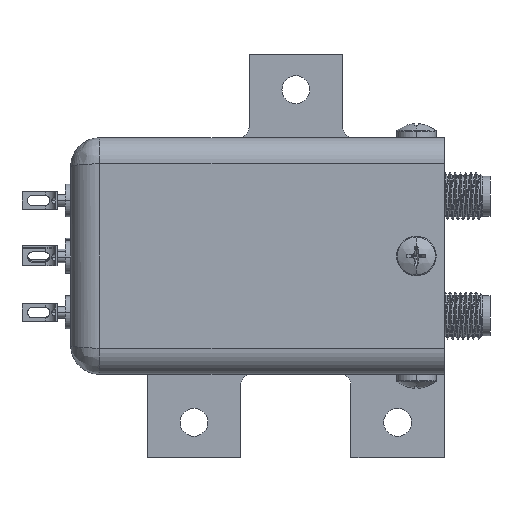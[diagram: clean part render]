
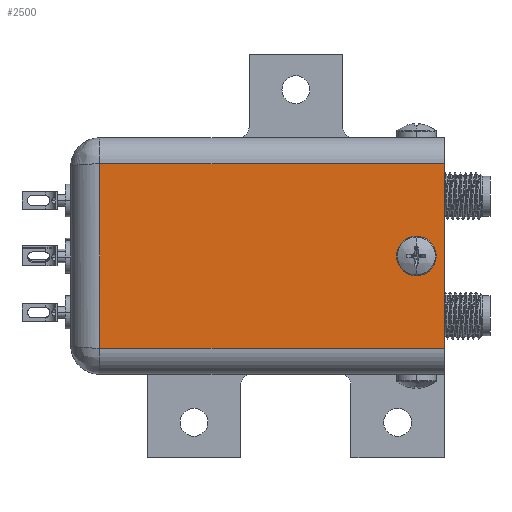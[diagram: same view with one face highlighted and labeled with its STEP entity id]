
A CAD part, left-side view. The second image highlights one B-rep face of the part: STEP entity #2500.
In plain terms, the highlighted face is planar.
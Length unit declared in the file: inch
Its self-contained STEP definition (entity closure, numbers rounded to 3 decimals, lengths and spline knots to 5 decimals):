
#272 = CARTESIAN_POINT ( 'NONE',  ( 0.493, 0., 0.633 ) ) ;
#314 = VECTOR ( 'NONE', #1734, 39.37008 ) ;
#333 = VERTEX_POINT ( 'NONE', #7007 ) ;
#454 = CARTESIAN_POINT ( 'NONE',  ( 0.493, 1.844, 0.633 ) ) ;
#618 = EDGE_CURVE ( 'NONE', #9615, #333, #7689, .T. ) ;
#652 = FACE_OUTER_BOUND ( 'NONE', #9021, .T. ) ;
#668 = CARTESIAN_POINT ( 'NONE',  ( 0.0675, 0.15, 0.633 ) ) ;
#835 = AXIS2_PLACEMENT_3D ( 'NONE', #5880, #12222, #10086 ) ;
#1005 = EDGE_LOOP ( 'NONE', ( #12386, #8587 ) ) ;
#1073 = VECTOR ( 'NONE', #5371, 39.37008 ) ;
#1306 = CIRCLE ( 'NONE', #9218, 0.0675 ) ;
#1734 = DIRECTION ( 'NONE',  ( 0., 1., 0. ) ) ;
#1817 = DIRECTION ( 'NONE',  ( 0., 0., -1. ) ) ;
#1879 = PLANE ( 'NONE',  #10381 ) ;
#1935 = VERTEX_POINT ( 'NONE', #668 ) ;
#1999 = DIRECTION ( 'NONE',  ( 1., 0., 0. ) ) ;
#2500 = ADVANCED_FACE ( 'NONE', ( #652, #8128 ), #1879, .F. ) ;
#2906 = ORIENTED_EDGE ( 'NONE', *, *, #4756, .F. ) ;
#3090 = EDGE_CURVE ( 'NONE', #11254, #1935, #4347, .T. ) ;
#3450 = ORIENTED_EDGE ( 'NONE', *, *, #7795, .F. ) ;
#3737 = CARTESIAN_POINT ( 'NONE',  ( -0.493, 2., 0.633 ) ) ;
#4347 = CIRCLE ( 'NONE', #835, 0.0675 ) ;
#4675 = CARTESIAN_POINT ( 'NONE',  ( -0.493, 1.844, 0.633 ) ) ;
#4756 = EDGE_CURVE ( 'NONE', #10528, #9615, #10738, .T. ) ;
#4956 = VECTOR ( 'NONE', #7758, 39.37008 ) ;
#5371 = DIRECTION ( 'NONE',  ( 0., -1., 0. ) ) ;
#5483 = VECTOR ( 'NONE', #10774, 39.37008 ) ;
#5619 = CARTESIAN_POINT ( 'NONE',  ( -0.633, 0., 0.633 ) ) ;
#5758 = ORIENTED_EDGE ( 'NONE', *, *, #618, .F. ) ;
#5880 = CARTESIAN_POINT ( 'NONE',  ( 0., 0.15, 0.633 ) ) ;
#6595 = EDGE_CURVE ( 'NONE', #1935, #11254, #1306, .T. ) ;
#7007 = CARTESIAN_POINT ( 'NONE',  ( -0.493, 0., 0.633 ) ) ;
#7509 = CARTESIAN_POINT ( 'NONE',  ( 0.493, 2., 0.633 ) ) ;
#7689 = LINE ( 'NONE', #5619, #4956 ) ;
#7719 = ORIENTED_EDGE ( 'NONE', *, *, #12045, .F. ) ;
#7758 = DIRECTION ( 'NONE',  ( -1., 0., 0. ) ) ;
#7795 = EDGE_CURVE ( 'NONE', #9893, #10528, #10640, .T. ) ;
#8128 = FACE_BOUND ( 'NONE', #1005, .T. ) ;
#8252 = CARTESIAN_POINT ( 'NONE',  ( 0., 0.15, 0.633 ) ) ;
#8587 = ORIENTED_EDGE ( 'NONE', *, *, #3090, .F. ) ;
#9021 = EDGE_LOOP ( 'NONE', ( #3450, #7719, #5758, #2906 ) ) ;
#9095 = DIRECTION ( 'NONE',  ( 0., 0., 1. ) ) ;
#9218 = AXIS2_PLACEMENT_3D ( 'NONE', #8252, #9095, #1999 ) ;
#9615 = VERTEX_POINT ( 'NONE', #272 ) ;
#9893 = VERTEX_POINT ( 'NONE', #4675 ) ;
#10086 = DIRECTION ( 'NONE',  ( 1., 0., 0. ) ) ;
#10340 = DIRECTION ( 'NONE',  ( -1., 0., 0. ) ) ;
#10381 = AXIS2_PLACEMENT_3D ( 'NONE', #11173, #1817, #10340 ) ;
#10528 = VERTEX_POINT ( 'NONE', #454 ) ;
#10640 = LINE ( 'NONE', #10707, #5483 ) ;
#10707 = CARTESIAN_POINT ( 'NONE',  ( -0.633, 1.844, 0.633 ) ) ;
#10738 = LINE ( 'NONE', #7509, #1073 ) ;
#10774 = DIRECTION ( 'NONE',  ( 1., 0., 0. ) ) ;
#11095 = LINE ( 'NONE', #3737, #314 ) ;
#11173 = CARTESIAN_POINT ( 'NONE',  ( -0.633, 2., 0.633 ) ) ;
#11254 = VERTEX_POINT ( 'NONE', #11498 ) ;
#11498 = CARTESIAN_POINT ( 'NONE',  ( -0.0675, 0.15, 0.633 ) ) ;
#12045 = EDGE_CURVE ( 'NONE', #333, #9893, #11095, .T. ) ;
#12222 = DIRECTION ( 'NONE',  ( 0., 0., 1. ) ) ;
#12386 = ORIENTED_EDGE ( 'NONE', *, *, #6595, .F. ) ;
